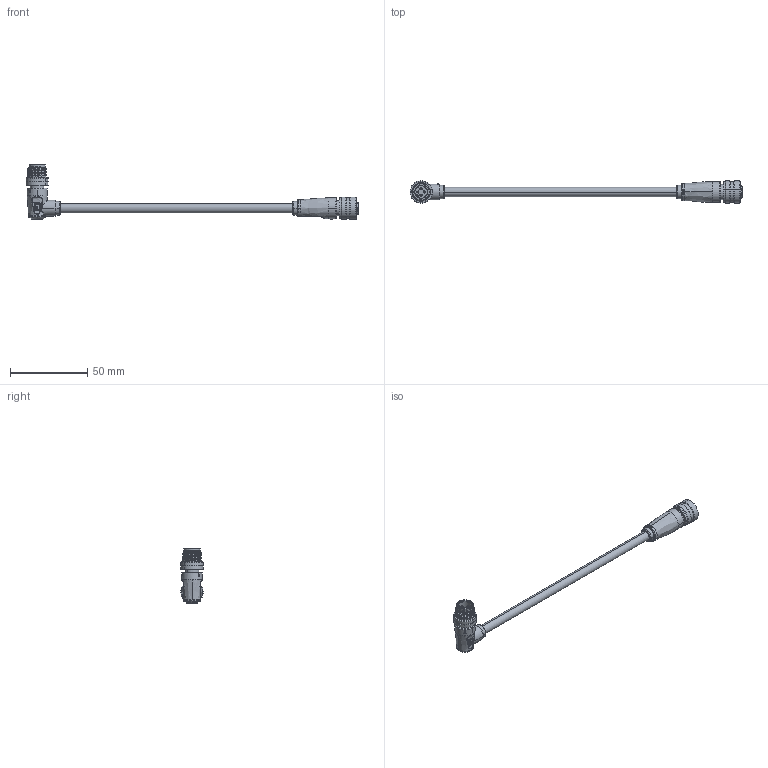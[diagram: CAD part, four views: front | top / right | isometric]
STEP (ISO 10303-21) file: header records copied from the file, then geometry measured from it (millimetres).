
FILE_DESCRIPTION (( 'STEP AP203' ), '1' );
FILE_NAME ('10-05080__revA.STEP', '2022-01-14T18:40:38', ( '' ), ( '' ), 'SwSTEP 2.0', 'SolidWorks 2021', '' );
FILE_SCHEMA (( 'CONFIG_CONTROL_DESIGN' ));
Length unit declared in the file: millimetre
Products named in the file (15): 10-05080__revA; 50-00987-03___; 30-01578_blunt cut; 50-00980_STEP; 50-00980-05___; 24-00361; 50-00980-01___; 50-00987-04___; 50-00987_STEP; 24-00349_Wire O6.8 mm; 50-00980-03___; 50-00980-02_For STEP file; 50-00987-01___; 50-00987-02_For STEP file; 50-00980-04___
Assembly tree (20 placements, depth 3):
  10-05080__revA
    30-01578_blunt cut
    24-00361
    50-00987_STEP
      50-00987-01___
      50-00987-02_For STEP file
      50-00987-03___  x4
      50-00987-04___
    24-00349_Wire O6.8 mm
    50-00980_STEP
      50-00980-01___
      50-00980-02_For STEP file
      50-00980-03___  x4
      50-00980-04___
      50-00980-05___
Bounding box: 214.22 x 14.48 x 35.44 mm (x, y, z)
Volume: 13672.2 mm3; surface area: 44482.2 mm2
Topology: 111 solids, 111 shells, 1584 faces, 3613 edges, 2312 vertices
Faces by surface type: cylinder 710, plane 503, bspline 137, torus 132, cone 93, sphere 9
Entity records: 43602 total; most frequent: CARTESIAN_POINT 14170, DIRECTION 5944, ORIENTED_EDGE 5482, EDGE_CURVE 2741, AXIS2_PLACEMENT_3D 2452, VERTEX_POINT 1778, EDGE_LOOP 1493, CIRCLE 1319
